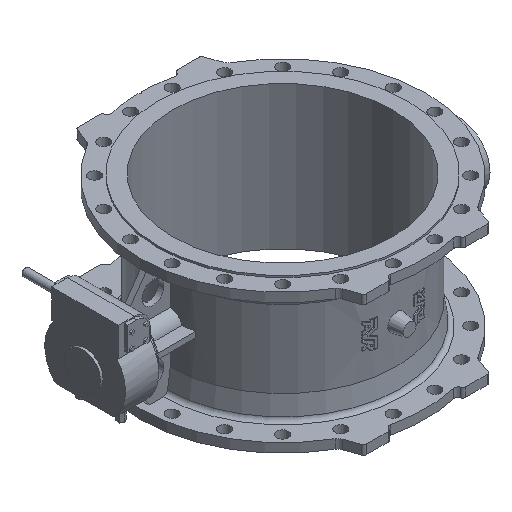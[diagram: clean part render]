
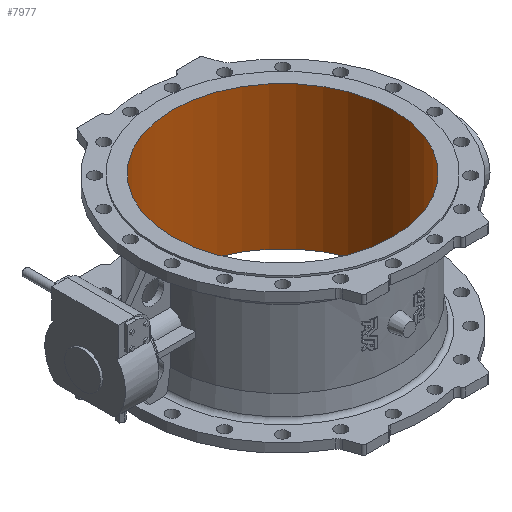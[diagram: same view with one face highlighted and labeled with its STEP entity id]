
A CAD part, isometric view. The second image highlights one B-rep face of the part: STEP entity #7977.
In plain terms, the highlighted cylindrical face has radius 300 mm (diameter 600 mm), a full revolution.
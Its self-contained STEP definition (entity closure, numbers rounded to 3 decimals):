
#1596 = ORIENTED_EDGE ( 'NONE', *, *, #21121, .T. ) ;
#1597 = ORIENTED_EDGE ( 'NONE', *, *, #21119, .F. ) ;
#5816 = FACE_OUTER_BOUND ( 'NONE', #20032, .T. ) ;
#5826 = FACE_OUTER_BOUND ( 'NONE', #20031, .T. ) ;
#5830 = CYLINDRICAL_SURFACE ( 'NONE', #23866, 300. ) ;
#7977 = ADVANCED_FACE ( 'NONE', ( #5816, #5826 ), #5830, .F. ) ;
#10767 = DIRECTION ( 'NONE',  ( 1., 0., 0. ) ) ;
#10768 = DIRECTION ( 'NONE',  ( 0., 0., -1. ) ) ;
#10771 = CARTESIAN_POINT ( 'NONE',  ( 0., 0., 195. ) ) ;
#11941 = CIRCLE ( 'NONE', #15043, 300. ) ;
#11946 = CIRCLE ( 'NONE', #15045, 300. ) ;
#15043 = AXIS2_PLACEMENT_3D ( 'NONE', #16195, #16196, #16197 ) ;
#15045 = AXIS2_PLACEMENT_3D ( 'NONE', #16203, #16204, #16205 ) ;
#16195 = CARTESIAN_POINT ( 'NONE',  ( 0., 0., 195. ) ) ;
#16196 = DIRECTION ( 'NONE',  ( 0., 0., -1. ) ) ;
#16197 = DIRECTION ( 'NONE',  ( -1., 0., 0. ) ) ;
#16203 = CARTESIAN_POINT ( 'NONE',  ( 0., 0., -195. ) ) ;
#16204 = DIRECTION ( 'NONE',  ( 0., 0., -1. ) ) ;
#16205 = DIRECTION ( 'NONE',  ( -1., 0., 0. ) ) ;
#19121 = VERTEX_POINT ( 'NONE', #19546 ) ;
#19123 = VERTEX_POINT ( 'NONE', #19548 ) ;
#19546 = CARTESIAN_POINT ( 'NONE',  ( -300., 0., 195. ) ) ;
#19548 = CARTESIAN_POINT ( 'NONE',  ( -300., 0., -195. ) ) ;
#20031 = EDGE_LOOP ( 'NONE', ( #1597 ) ) ;
#20032 = EDGE_LOOP ( 'NONE', ( #1596 ) ) ;
#21119 = EDGE_CURVE ( 'NONE', #19121, #19121, #11941, .T. ) ;
#21121 = EDGE_CURVE ( 'NONE', #19123, #19123, #11946, .T. ) ;
#23866 = AXIS2_PLACEMENT_3D ( 'NONE', #10771, #10768, #10767 ) ;
